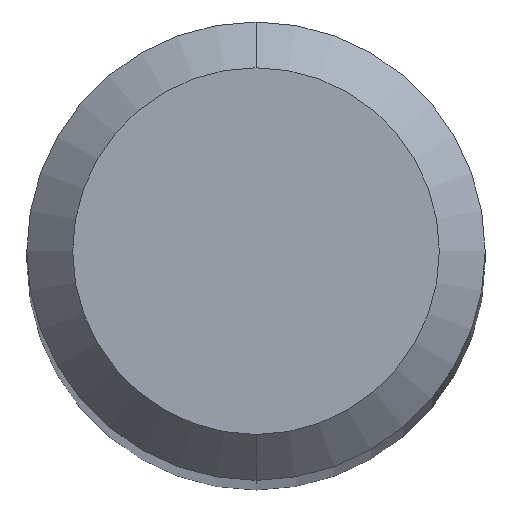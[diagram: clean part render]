
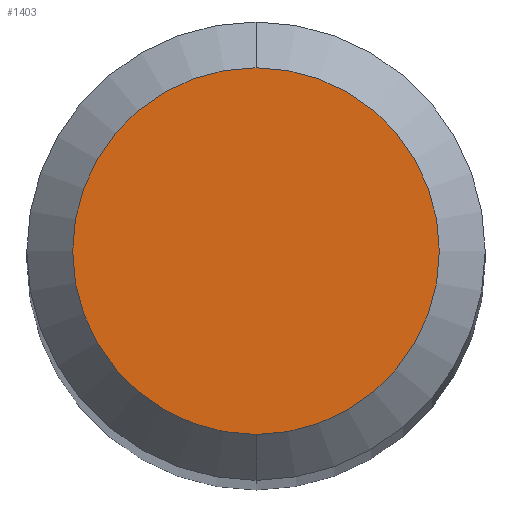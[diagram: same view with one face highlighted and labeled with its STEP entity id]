
A CAD part, top view. The second image highlights one B-rep face of the part: STEP entity #1403.
In plain terms, the highlighted planar face has unit normal (0, 0, 1).
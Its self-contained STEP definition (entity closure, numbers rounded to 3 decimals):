
#889=VERTEX_POINT('',#2319);
#989=EDGE_CURVE('',#1125,#889,#2432,.T.);
#1125=VERTEX_POINT('',#2579);
#1321=EDGE_CURVE('',#889,#1125,#2792,.T.);
#1403=ADVANCED_FACE('',(#2878),#2879,.T.);
#2319=CARTESIAN_POINT('',(0.,-1.2,0.0));
#2432=CIRCLE('',#5041,1.2);
#2579=CARTESIAN_POINT('',(0.0,1.2,0.0));
#2792=CIRCLE('',#6501,1.2);
#2878=FACE_OUTER_BOUND('',#6889,.T.);
#2879=PLANE('',#6890);
#5041=AXIS2_PLACEMENT_3D('',#10968,#10969,#10970);
#6501=AXIS2_PLACEMENT_3D('',#11356,#11357,#11358);
#6889=EDGE_LOOP('',(#11415,#11416));
#6890=AXIS2_PLACEMENT_3D('',#11417,#11418,#11419);
#10968=CARTESIAN_POINT('',(0.0,0.0,0.0));
#10969=DIRECTION('',(0.0,0.0,-1.0));
#10970=DIRECTION('',(0.0,1.0,0.0));
#11356=CARTESIAN_POINT('',(0.0,0.0,0.0));
#11357=DIRECTION('',(0.0,0.0,-1.0));
#11358=DIRECTION('',(0.0,1.0,0.0));
#11415=ORIENTED_EDGE('',*,*,#989,.F.);
#11416=ORIENTED_EDGE('',*,*,#1321,.F.);
#11417=CARTESIAN_POINT('',(0.0,0.6,0.0));
#11418=DIRECTION('',(-0.0,0.0,1.0));
#11419=DIRECTION('',(0.0,-1.0,0.0));
